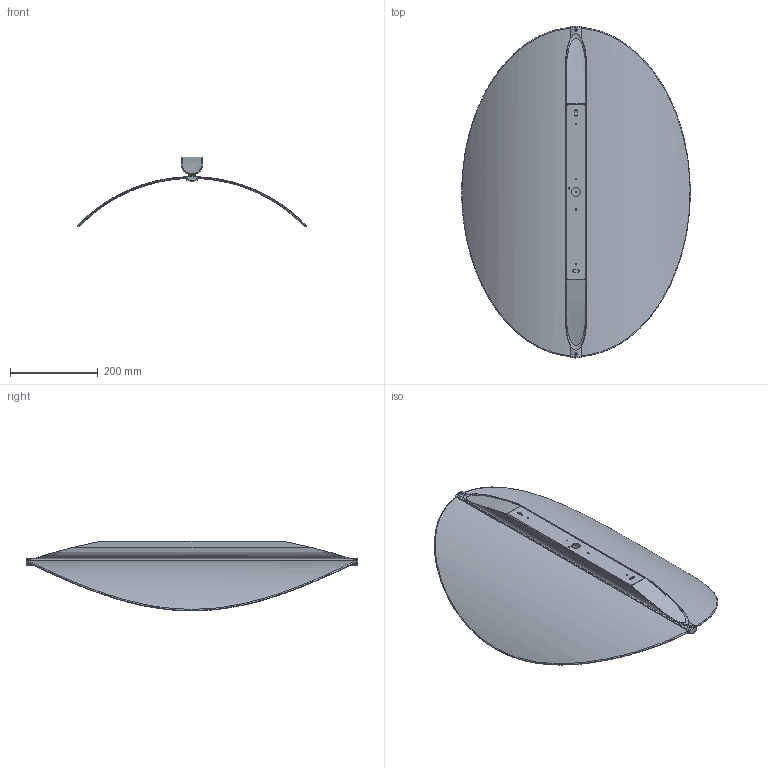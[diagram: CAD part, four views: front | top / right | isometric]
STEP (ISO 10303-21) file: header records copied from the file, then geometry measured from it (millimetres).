
FILE_DESCRIPTION(/* description */ ('Unknown'),/* implementation_level */ '2;1');
FILE_NAME(/* name */ '8167',/* time_stamp */ '2018-02-16T15:15:43+01:00',/* author */ ('Unknown'),/* organization */ ('Unknown'),/* preprocessor_version */ 'ST-DEVELOPER v16.7',/* originating_system */ 'DEX',/* authorisation */ $);
FILE_SCHEMA (('AUTOMOTIVE_DESIGN {1 0 10303 214 3 1 1}'));
Length unit declared in the file: millimetre
Products named in the file (10): 8167; 156000207064; 156000208064; 062000114732; 155000426064; 210000084984; 151001351999_oa_0; 151001351064_1; 151001350064; 216000005013
Assembly tree (11 placements, depth 3):
  8167
    156000207064
    156000208064
    062000114732
    155000426064  x2
    210000084984  x2
    151001351999_oa_0
      151001351064_1
    151001350064
    216000005013
Bounding box: 520.11 x 756 x 158.67 mm (x, y, z)
Volume: 1529524.8 mm3; surface area: 955950.4 mm2
Topology: 10 solids, 10 shells, 333 faces, 875 edges, 566 vertices
Faces by surface type: plane 184, cylinder 105, bspline 20, cone 14, sphere 8, torus 2
Full cylindrical faces by diameter (mm): 2.459 x5, 2.7 x5, 3 x2, 3.242 x1, 3.5 x5, 4 x4, 6 x4, 20 x1
Entity records: 13896 total; most frequent: CARTESIAN_POINT 5308, ORIENTED_EDGE 1448, DIRECTION 1412, EDGE_CURVE 724, VERTEX_POINT 493, AXIS2_PLACEMENT_3D 472, LINE 468, VECTOR 468
